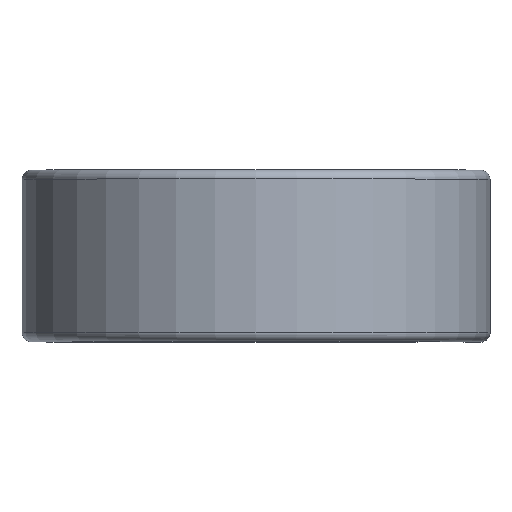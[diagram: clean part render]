
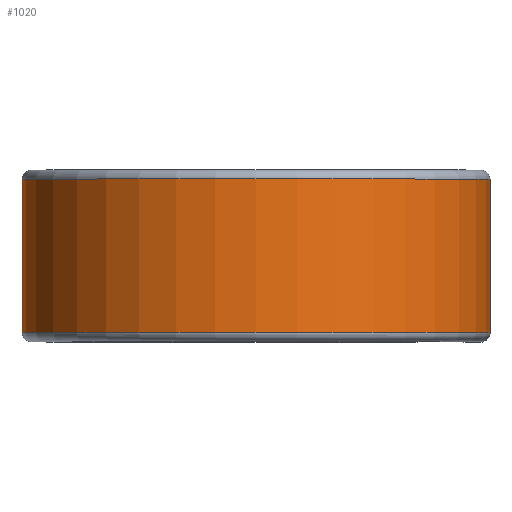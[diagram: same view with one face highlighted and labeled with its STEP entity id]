
A CAD part, top view. The second image highlights one B-rep face of the part: STEP entity #1020.
In plain terms, the highlighted cylindrical face has radius 19.469 mm (diameter 38.938 mm), a partial arc.
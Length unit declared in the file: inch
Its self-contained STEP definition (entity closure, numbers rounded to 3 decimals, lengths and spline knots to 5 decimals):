
#6 = DIRECTION ( 'NONE',  ( 0., 0., -1. ) ) ;
#31 = CYLINDRICAL_SURFACE ( 'NONE', #1460, 0.7665 ) ;
#53 = DIRECTION ( 'NONE',  ( 0., 1., 0. ) ) ;
#64 = EDGE_CURVE ( 'NONE', #159, #163, #772, .T. ) ;
#90 = EDGE_CURVE ( 'NONE', #159, #2005, #2132, .T. ) ;
#98 = EDGE_CURVE ( 'NONE', #2005, #2155, #227, .T. ) ;
#139 = CARTESIAN_POINT ( 'NONE',  ( 0., 0.25, 0. ) ) ;
#159 = VERTEX_POINT ( 'NONE', #1315 ) ;
#163 = VERTEX_POINT ( 'NONE', #1483 ) ;
#174 = VECTOR ( 'NONE', #53, 39.37008 ) ;
#227 = CIRCLE ( 'NONE', #1478, 0.7665 ) ;
#236 = DIRECTION ( 'NONE',  ( 0., -1., 0. ) ) ;
#315 = CARTESIAN_POINT ( 'NONE',  ( 0., 0.25125, -0.7665 ) ) ;
#429 = ORIENTED_EDGE ( 'NONE', *, *, #1283, .F. ) ;
#464 = CARTESIAN_POINT ( 'NONE',  ( 0., 0.25125, -0.7665 ) ) ;
#637 = DIRECTION ( 'NONE',  ( 0., 1., 0. ) ) ;
#772 = CIRCLE ( 'NONE', #1685, 0.7665 ) ;
#789 = CARTESIAN_POINT ( 'NONE',  ( 0.7665, 0.25125, 0. ) ) ;
#949 = CARTESIAN_POINT ( 'NONE',  ( 0.7665, 0.25125, 0. ) ) ;
#951 = FACE_OUTER_BOUND ( 'NONE', #1075, .T. ) ;
#1020 = ADVANCED_FACE ( 'NONE', ( #951 ), #31, .T. ) ;
#1064 = ORIENTED_EDGE ( 'NONE', *, *, #98, .T. ) ;
#1075 = EDGE_LOOP ( 'NONE', ( #1418, #1064, #429, #1529 ) ) ;
#1090 = DIRECTION ( 'NONE',  ( 0., -1., 0. ) ) ;
#1108 = DIRECTION ( 'NONE',  ( 0., 0., -1. ) ) ;
#1283 = EDGE_CURVE ( 'NONE', #163, #2155, #1397, .T. ) ;
#1315 = CARTESIAN_POINT ( 'NONE',  ( 0.7665, -0.25125, 0. ) ) ;
#1397 = LINE ( 'NONE', #315, #174 ) ;
#1418 = ORIENTED_EDGE ( 'NONE', *, *, #90, .T. ) ;
#1440 = DIRECTION ( 'NONE',  ( 0., -1., 0. ) ) ;
#1460 = AXIS2_PLACEMENT_3D ( 'NONE', #139, #236, #1836 ) ;
#1478 = AXIS2_PLACEMENT_3D ( 'NONE', #2009, #1090, #1108 ) ;
#1483 = CARTESIAN_POINT ( 'NONE',  ( 0., -0.25125, -0.7665 ) ) ;
#1493 = VECTOR ( 'NONE', #637, 39.37008 ) ;
#1529 = ORIENTED_EDGE ( 'NONE', *, *, #64, .F. ) ;
#1590 = CARTESIAN_POINT ( 'NONE',  ( 0., -0.25125, 0. ) ) ;
#1685 = AXIS2_PLACEMENT_3D ( 'NONE', #1590, #1440, #6 ) ;
#1836 = DIRECTION ( 'NONE',  ( 0., 0., -1. ) ) ;
#2005 = VERTEX_POINT ( 'NONE', #789 ) ;
#2009 = CARTESIAN_POINT ( 'NONE',  ( 0., 0.25125, 0. ) ) ;
#2132 = LINE ( 'NONE', #949, #1493 ) ;
#2155 = VERTEX_POINT ( 'NONE', #464 ) ;
